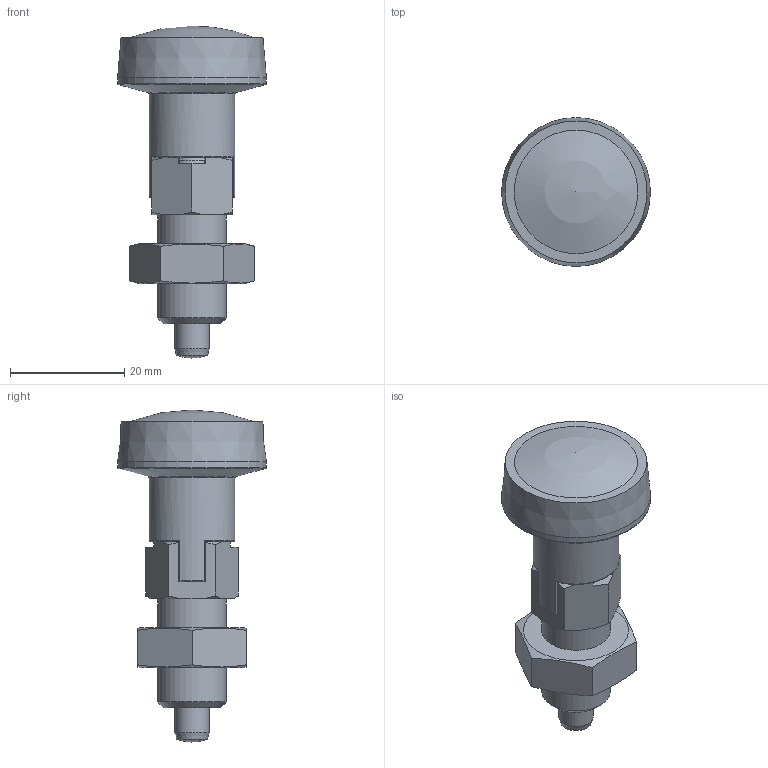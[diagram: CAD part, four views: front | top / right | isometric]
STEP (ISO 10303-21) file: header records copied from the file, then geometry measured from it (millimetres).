
FILE_DESCRIPTION( ( 'Unknown' ), '1' );
FILE_NAME( '6395313_PNAX_26_C.stp', 'Unknown', ( 'Unknown' ), ( 'Unknown' ), 'PSStep 14.0', 'Unknown', ' ' );
FILE_SCHEMA( ( 'AUTOMOTIVE_DESIGN { 1 0 10303 214 1 1 1 1 }' ) );
Length unit declared in the file: millimetre
Products named in the file (1): 8900446
Bounding box: 26 x 26 x 58 mm (x, y, z)
Volume: 11975.3 mm3; surface area: 5526.6 mm2
Topology: 1 solids, 6 shells, 106 faces, 295 edges, 191 vertices
Faces by surface type: plane 48, cone 32, cylinder 18, torus 6, sphere 2
Full cylindrical faces by diameter (mm): 5.5 x1, 6 x7, 8 x2, 12 x2, 15 x1, 26 x1
Entity records: 4148 total; most frequent: CARTESIAN_POINT 819, ORIENTED_EDGE 490, DIRECTION 484, EDGE_CURVE 245, AXIS2_PLACEMENT_3D 196, VERTEX_POINT 175, EDGE_LOOP 156, FACE_OUTER_BOUND 122
